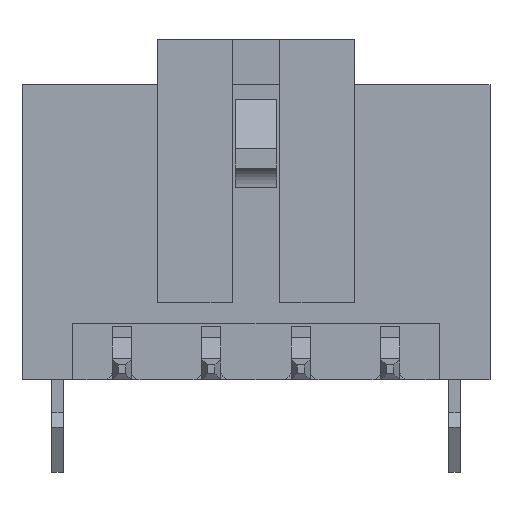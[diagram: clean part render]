
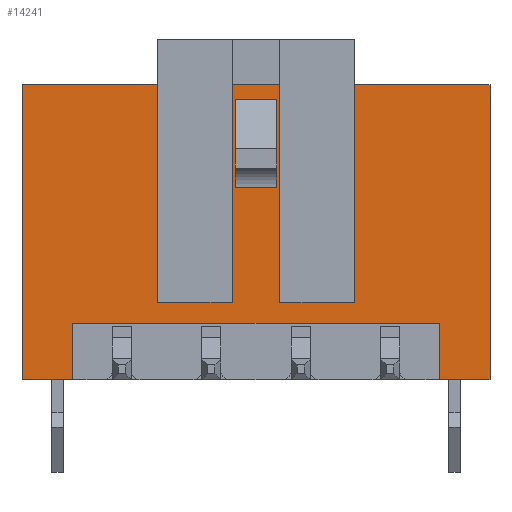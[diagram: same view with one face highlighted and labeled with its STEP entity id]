
A CAD part, front view. The second image highlights one B-rep face of the part: STEP entity #14241.
In plain terms, the highlighted planar face has unit normal (0, -1, 0).
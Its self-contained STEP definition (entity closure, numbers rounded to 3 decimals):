
#1244=ORIENTED_EDGE('',*,*,#3577,.T.);
#1245=ORIENTED_EDGE('',*,*,#3582,.T.);
#1246=ORIENTED_EDGE('',*,*,#3840,.F.);
#1247=ORIENTED_EDGE('',*,*,#3805,.T.);
#1248=ORIENTED_EDGE('',*,*,#3123,.T.);
#1249=ORIENTED_EDGE('',*,*,#3841,.T.);
#1250=ORIENTED_EDGE('',*,*,#3812,.T.);
#1251=ORIENTED_EDGE('',*,*,#3798,.F.);
#1252=ORIENTED_EDGE('',*,*,#3839,.F.);
#1253=ORIENTED_EDGE('',*,*,#3580,.T.);
#1254=ORIENTED_EDGE('',*,*,#3598,.F.);
#1255=ORIENTED_EDGE('',*,*,#3589,.F.);
#1256=ORIENTED_EDGE('',*,*,#3594,.T.);
#1257=ORIENTED_EDGE('',*,*,#3584,.T.);
#3123=EDGE_CURVE('',#4612,#4611,#5553,.T.);
#3577=EDGE_CURVE('',#4987,#4988,#5971,.T.);
#3580=EDGE_CURVE('',#4989,#4987,#5974,.T.);
#3582=EDGE_CURVE('',#4988,#4990,#5976,.T.);
#3584=EDGE_CURVE('',#4991,#4992,#5978,.T.);
#3589=EDGE_CURVE('',#4996,#4997,#5982,.T.);
#3594=EDGE_CURVE('',#4996,#4991,#5986,.T.);
#3598=EDGE_CURVE('',#4997,#4992,#5990,.T.);
#3798=EDGE_CURVE('',#5111,#5112,#6190,.T.);
#3805=EDGE_CURVE('',#5115,#4612,#6197,.T.);
#3812=EDGE_CURVE('',#5119,#5112,#6204,.T.);
#3839=EDGE_CURVE('',#4989,#5111,#6231,.T.);
#3840=EDGE_CURVE('',#5115,#4990,#6232,.T.);
#3841=EDGE_CURVE('',#4611,#5119,#6233,.T.);
#4611=VERTEX_POINT('',#18005);
#4612=VERTEX_POINT('',#18007);
#4987=VERTEX_POINT('',#18941);
#4988=VERTEX_POINT('',#18942);
#4989=VERTEX_POINT('',#18947);
#4990=VERTEX_POINT('',#18951);
#4991=VERTEX_POINT('',#18955);
#4992=VERTEX_POINT('',#18956);
#4996=VERTEX_POINT('',#18966);
#4997=VERTEX_POINT('',#18967);
#5111=VERTEX_POINT('',#19360);
#5112=VERTEX_POINT('',#19362);
#5115=VERTEX_POINT('',#19373);
#5119=VERTEX_POINT('',#19385);
#5553=LINE('',#18006,#6979);
#5971=LINE('',#18940,#7397);
#5974=LINE('',#18946,#7400);
#5976=LINE('',#18950,#7402);
#5978=LINE('',#18954,#7404);
#5982=LINE('',#18965,#7408);
#5986=LINE('',#18976,#7412);
#5990=LINE('',#18983,#7416);
#6190=LINE('',#19361,#7616);
#6197=LINE('',#19372,#7623);
#6204=LINE('',#19384,#7630);
#6231=LINE('',#19430,#7657);
#6232=LINE('',#19432,#7658);
#6233=LINE('',#19433,#7659);
#6979=VECTOR('',#15293,1000.);
#7397=VECTOR('',#15993,1000.);
#7400=VECTOR('',#15998,1000.);
#7402=VECTOR('',#16002,1000.);
#7404=VECTOR('',#16006,1000.);
#7408=VECTOR('',#16014,1000.);
#7412=VECTOR('',#16022,1000.);
#7416=VECTOR('',#16032,1000.);
#7616=VECTOR('',#16366,1000.);
#7623=VECTOR('',#16375,1000.);
#7630=VECTOR('',#16384,1000.);
#7657=VECTOR('',#16433,1000.);
#7658=VECTOR('',#16436,1000.);
#7659=VECTOR('',#16437,1000.);
#8579=EDGE_LOOP('',(#1244,#1245,#1246,#1247,#1248,#1249,#1250,#1251,#1252,
#1253));
#8580=EDGE_LOOP('',(#1254,#1255,#1256,#1257));
#9157=FACE_BOUND('',#8579,.T.);
#9158=FACE_BOUND('',#8580,.T.);
#9712=PLANE('',#14857);
#14241=ADVANCED_FACE('',(#9157,#9158),#9712,.T.);
#14857=AXIS2_PLACEMENT_3D('',#19431,#16434,#16435);
#15293=DIRECTION('',(-1.,0.,0.));
#15993=DIRECTION('',(1.,0.,0.));
#15998=DIRECTION('',(0.,0.,1.));
#16002=DIRECTION('',(0.,0.,-1.));
#16006=DIRECTION('',(0.,0.,1.));
#16014=DIRECTION('',(0.,0.,1.));
#16022=DIRECTION('',(-1.,0.,0.));
#16032=DIRECTION('',(-1.,0.,0.));
#16366=DIRECTION('',(0.,0.,1.));
#16375=DIRECTION('',(0.,0.,1.));
#16384=DIRECTION('',(-1.,0.,0.));
#16433=DIRECTION('',(-1.,0.,0.));
#16434=DIRECTION('',(0.,-1.,0.));
#16435=DIRECTION('',(0.,0.,-1.));
#16436=DIRECTION('',(-1.,0.,0.));
#16437=DIRECTION('',(-1.,0.,0.));
#18005=CARTESIAN_POINT('',(3.3,-3.43,4.95));
#18006=CARTESIAN_POINT('',(7.85,-3.43,4.95));
#18007=CARTESIAN_POINT('',(7.85,-3.43,4.95));
#18940=CARTESIAN_POINT('',(-6.15,-3.43,-3.05));
#18941=CARTESIAN_POINT('',(-6.15,-3.43,-3.05));
#18942=CARTESIAN_POINT('',(6.15,-3.43,-3.05));
#18946=CARTESIAN_POINT('',(-6.15,-3.43,-4.95));
#18947=CARTESIAN_POINT('',(-6.15,-3.43,-4.95));
#18950=CARTESIAN_POINT('',(6.15,-3.43,-3.05));
#18951=CARTESIAN_POINT('',(6.15,-3.43,-4.95));
#18954=CARTESIAN_POINT('',(-0.7,-3.43,1.5));
#18955=CARTESIAN_POINT('',(-0.7,-3.43,1.5));
#18956=CARTESIAN_POINT('',(-0.7,-3.43,4.45));
#18965=CARTESIAN_POINT('',(0.7,-3.43,1.5));
#18966=CARTESIAN_POINT('',(0.7,-3.43,1.5));
#18967=CARTESIAN_POINT('',(0.7,-3.43,4.45));
#18976=CARTESIAN_POINT('',(0.7,-3.43,1.5));
#18983=CARTESIAN_POINT('',(0.7,-3.43,4.45));
#19360=CARTESIAN_POINT('',(-7.85,-3.43,-4.95));
#19361=CARTESIAN_POINT('',(-7.85,-3.43,-4.95));
#19362=CARTESIAN_POINT('',(-7.85,-3.43,4.95));
#19372=CARTESIAN_POINT('',(7.85,-3.43,-4.95));
#19373=CARTESIAN_POINT('',(7.85,-3.43,-4.95));
#19384=CARTESIAN_POINT('',(7.85,-3.43,4.95));
#19385=CARTESIAN_POINT('',(-3.3,-3.43,4.95));
#19430=CARTESIAN_POINT('',(7.85,-3.43,-4.95));
#19431=CARTESIAN_POINT('',(7.85,-3.43,-4.95));
#19432=CARTESIAN_POINT('',(7.85,-3.43,-4.95));
#19433=CARTESIAN_POINT('',(7.85,-3.43,4.95));
